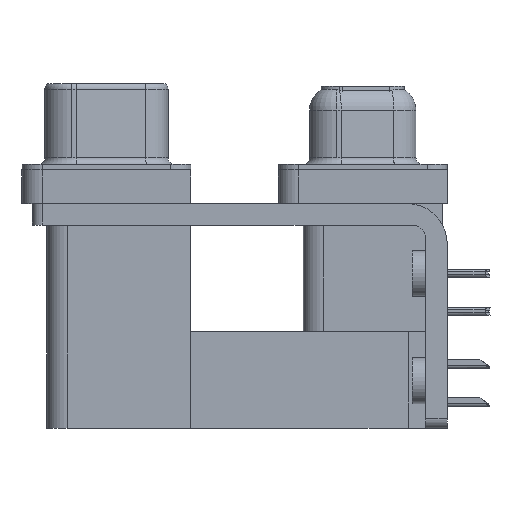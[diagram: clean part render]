
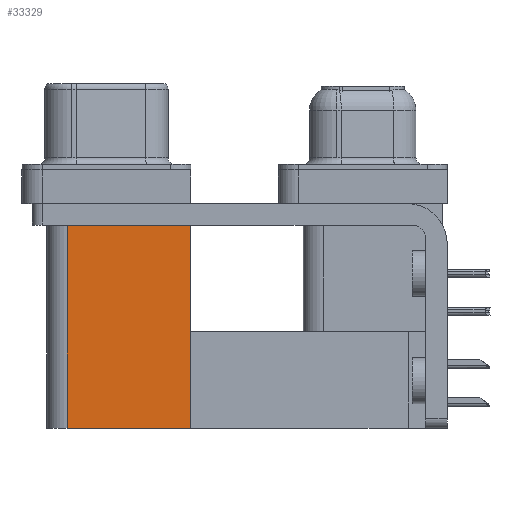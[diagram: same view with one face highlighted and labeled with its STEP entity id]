
A CAD part, left-side view. The second image highlights one B-rep face of the part: STEP entity #33329.
In plain terms, the highlighted planar face has unit normal (-1, 0, 0).
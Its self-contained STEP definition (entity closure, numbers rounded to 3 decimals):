
#804 = CARTESIAN_POINT ( 'NONE',  ( 3.765, 12.775, -19.2 ) ) ;
#3785 = EDGE_LOOP ( 'NONE', ( #26620, #6443, #7749, #40973 ) ) ;
#4002 = CARTESIAN_POINT ( 'NONE',  ( 3.765, 21.975, -2.5 ) ) ;
#6443 = ORIENTED_EDGE ( 'NONE', *, *, #18319, .F. ) ;
#7749 = ORIENTED_EDGE ( 'NONE', *, *, #14986, .F. ) ;
#7814 = DIRECTION ( 'NONE',  ( 0., 1., 0. ) ) ;
#9300 = CARTESIAN_POINT ( 'NONE',  ( 3.765, 12.775, -19.2 ) ) ;
#12531 = VECTOR ( 'NONE', #25883, 1000. ) ;
#14171 = PLANE ( 'NONE',  #38171 ) ;
#14986 = EDGE_CURVE ( 'NONE', #39539, #38640, #39511, .T. ) ;
#15508 = CARTESIAN_POINT ( 'NONE',  ( 3.765, 21.975, -19.2 ) ) ;
#16455 = EDGE_CURVE ( 'NONE', #39539, #26033, #43322, .T. ) ;
#16919 = CARTESIAN_POINT ( 'NONE',  ( 3.765, 12.775, -19.2 ) ) ;
#17464 = FACE_OUTER_BOUND ( 'NONE', #3785, .T. ) ;
#18319 = EDGE_CURVE ( 'NONE', #38640, #42670, #26352, .T. ) ;
#20507 = VECTOR ( 'NONE', #7814, 1000. ) ;
#23775 = CARTESIAN_POINT ( 'NONE',  ( 3.765, 21.975, -19.2 ) ) ;
#23844 = LINE ( 'NONE', #28775, #20507 ) ;
#25883 = DIRECTION ( 'NONE',  ( 0., 0., 1. ) ) ;
#26033 = VERTEX_POINT ( 'NONE', #43027 ) ;
#26352 = LINE ( 'NONE', #15508, #12531 ) ;
#26620 = ORIENTED_EDGE ( 'NONE', *, *, #42321, .T. ) ;
#27511 = VECTOR ( 'NONE', #29287, 1000. ) ;
#28312 = DIRECTION ( 'NONE',  ( 1., 0., 0. ) ) ;
#28746 = CARTESIAN_POINT ( 'NONE',  ( 3.765, 12.775, -19.2 ) ) ;
#28775 = CARTESIAN_POINT ( 'NONE',  ( 3.765, 12.775, -2.5 ) ) ;
#29287 = DIRECTION ( 'NONE',  ( 0., 0., 1. ) ) ;
#33329 = ADVANCED_FACE ( 'NONE', ( #17464 ), #14171, .F. ) ;
#35648 = VECTOR ( 'NONE', #39047, 1000. ) ;
#38171 = AXIS2_PLACEMENT_3D ( 'NONE', #9300, #28312, #43053 ) ;
#38640 = VERTEX_POINT ( 'NONE', #23775 ) ;
#39047 = DIRECTION ( 'NONE',  ( 0., 1., 0. ) ) ;
#39511 = LINE ( 'NONE', #28746, #35648 ) ;
#39539 = VERTEX_POINT ( 'NONE', #16919 ) ;
#40973 = ORIENTED_EDGE ( 'NONE', *, *, #16455, .T. ) ;
#42321 = EDGE_CURVE ( 'NONE', #26033, #42670, #23844, .T. ) ;
#42670 = VERTEX_POINT ( 'NONE', #4002 ) ;
#43027 = CARTESIAN_POINT ( 'NONE',  ( 3.765, 12.775, -2.5 ) ) ;
#43053 = DIRECTION ( 'NONE',  ( 0., 0., -1. ) ) ;
#43322 = LINE ( 'NONE', #804, #27511 ) ;
